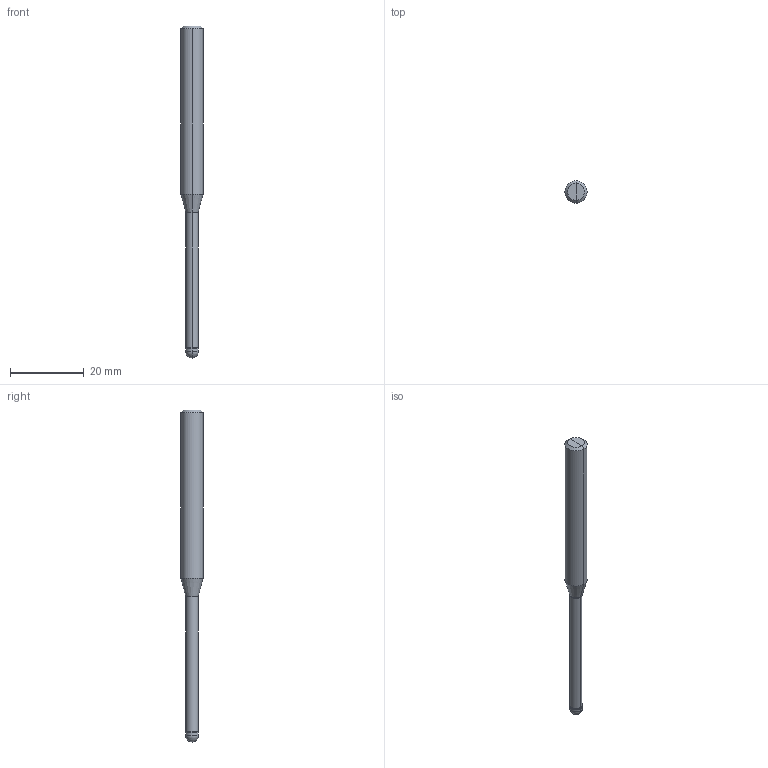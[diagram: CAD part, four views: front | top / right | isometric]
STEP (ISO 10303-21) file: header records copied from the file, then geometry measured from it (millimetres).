
FILE_DESCRIPTION((''),'2;1');
FILE_NAME('eXobj0000_058B436B','',('ISBE GmbH'),('ISBE GmbH'), 'ISBE STEP IO v1.1','originating_system','authorisation');
FILE_SCHEMA(('AUTOMOTIVE_DESIGN { 1 0 10303 214 1 1 1 1 }'));
Length unit declared in the file: millimetre
Products named in the file (5): CUT0; NOCUT0; RootObj; WIRE
Assembly tree (2 placements, depth 2):
  RootObj
    CUT0
    NOCUT0
  WIRE
  WIRE
Bounding box: 6 x 6 x 90 mm (x, y, z)
Volume: 1717.1 mm3; surface area: 1391.5 mm2
Topology: 2 solids, 2 shells, 24 faces, 162 edges, 256 vertices
Faces by surface type: cylinder 8, plane 8, cone 4, sphere 2, revolution 2
Entity records: 2136 total; most frequent: CARTESIAN_POINT 536, DIRECTION 334, LINE 214, VECTOR 214, TRIMMED_CURVE 116, ORIENTED_EDGE 88, PCURVE 88, DEFINITIONAL_REPRESENTATION 88
